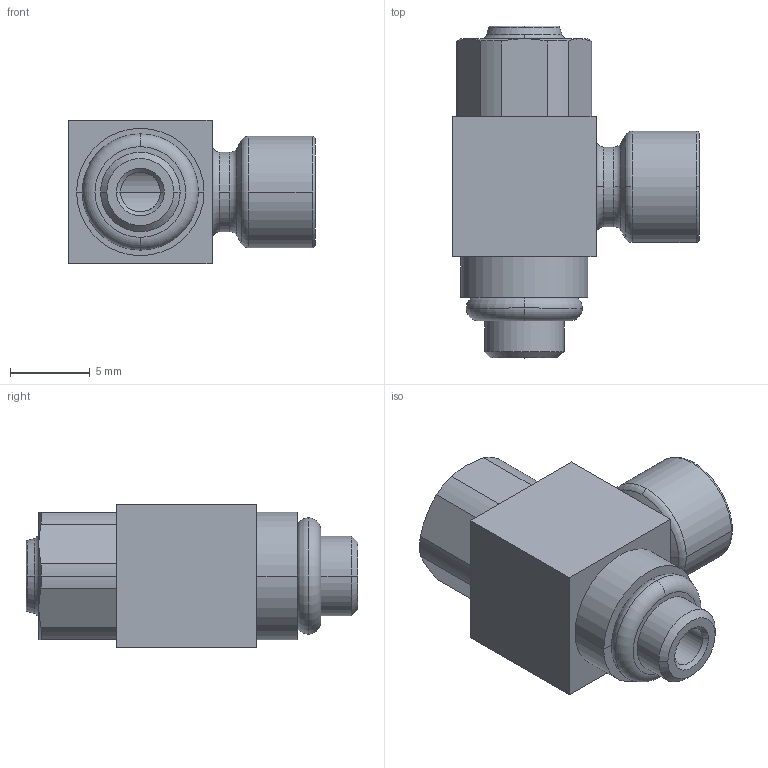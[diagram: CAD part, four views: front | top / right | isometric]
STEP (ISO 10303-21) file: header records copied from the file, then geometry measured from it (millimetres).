
FILE_DESCRIPTION(('STEP AP214'),'1');
FILE_NAME('7140_19_19.stp','2016-07-07T14:19:56',('TraceParts'),('TraceParts S.A.'),'Spatial InterOp 3D',' ',' ');
FILE_SCHEMA(('automotive_design'));
Length unit declared in the file: millimetre
Products named in the file (1): 1
Bounding box: 15.51 x 20.85 x 9.01 mm (x, y, z)
Volume: 1225.2 mm3; surface area: 1118.1 mm2
Topology: 1 solids, 1 shells, 75 faces, 188 edges, 118 vertices
Faces by surface type: cone 22, cylinder 20, plane 17, torus 16
Entity records: 2346 total; most frequent: CARTESIAN_POINT 479, DIRECTION 436, ORIENTED_EDGE 372, AXIS2_PLACEMENT_3D 188, EDGE_CURVE 186, VERTEX_POINT 118, CIRCLE 112, EDGE_LOOP 82
